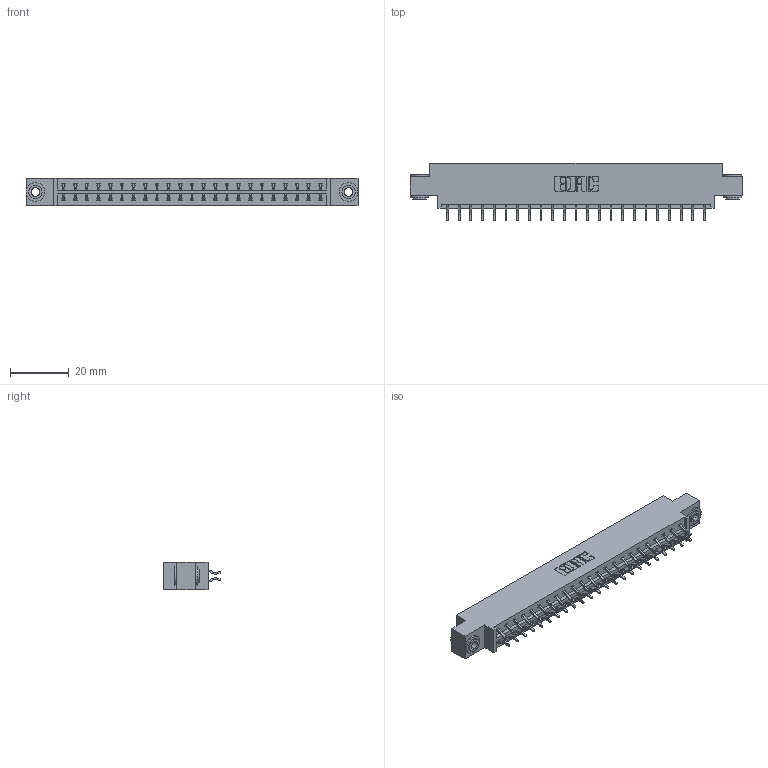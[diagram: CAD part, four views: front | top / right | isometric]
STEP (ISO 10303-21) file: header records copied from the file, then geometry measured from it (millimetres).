
FILE_DESCRIPTION (( 'STEP AP203' ), '1' );
FILE_NAME ('833-046-556-803.STEP', '2020-06-04T14:54:11', ( '' ), ( '' ), 'SwSTEP 2.0', 'SolidWorks 2020', '' );
FILE_SCHEMA (( 'CONFIG_CONTROL_DESIGN' ));
Length unit declared in the file: inch
Products named in the file (4): 833 Part_Offset - .156 Dia - TH; 345-292-001_556 Tail; 833-046-556-803; 345-250-002_345-250-002-102
Assembly tree (49 placements, depth 2):
  833-046-556-803
    833 Part_Offset - .156 Dia - TH
    345-292-001_556 Tail  x46
    345-250-002_345-250-002-102  x2
Bounding box: 112.67 x 19.57 x 9.4 mm (x, y, z)
Volume: 11115.5 mm3; surface area: 13333.5 mm2
Topology: 49 solids, 49 shells, 2824 faces, 8357 edges, 5506 vertices
Faces by surface type: plane 1924, cylinder 892, cone 8
Entity records: 18256 total; most frequent: CARTESIAN_POINT 3041, ORIENTED_EDGE 2958, DIRECTION 2653, EDGE_CURVE 1479, VECTOR 1319, LINE 1319, VERTEX_POINT 982, AXIS2_PLACEMENT_3D 667
